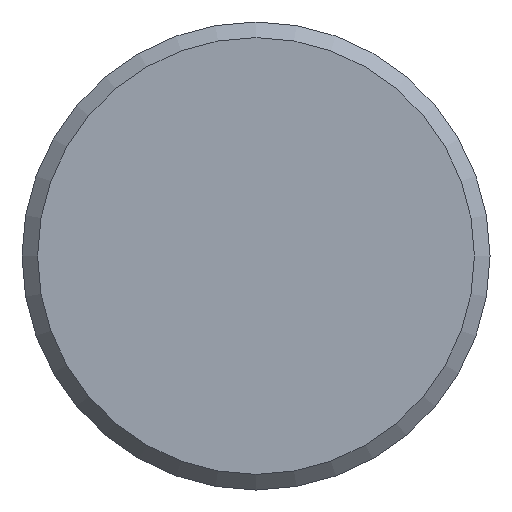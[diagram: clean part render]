
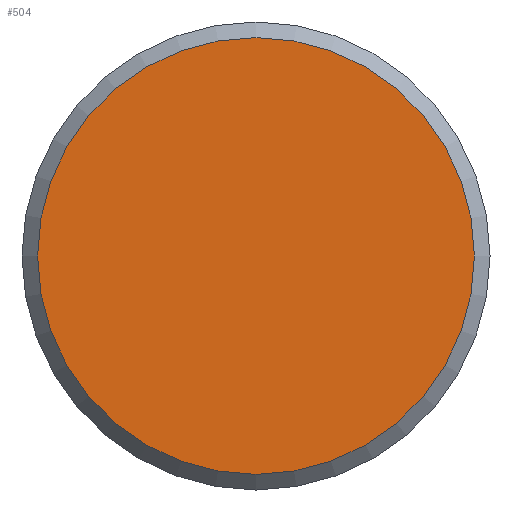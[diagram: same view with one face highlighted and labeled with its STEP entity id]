
A CAD part, front view. The second image highlights one B-rep face of the part: STEP entity #504.
In plain terms, the highlighted planar face has unit normal (0, -1, 0).
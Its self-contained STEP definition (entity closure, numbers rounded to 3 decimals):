
#91=FACE_OUTER_BOUND('',#123,.T.);
#123=EDGE_LOOP('',(#325));
#166=CIRCLE('',#557,14.);
#210=VERTEX_POINT('',#808);
#258=EDGE_CURVE('',#210,#210,#166,.T.);
#325=ORIENTED_EDGE('',*,*,#258,.F.);
#459=PLANE('',#556);
#504=ADVANCED_FACE('',(#91),#459,.T.);
#556=AXIS2_PLACEMENT_3D('',#807,#633,#634);
#557=AXIS2_PLACEMENT_3D('',#809,#635,#636);
#633=DIRECTION('center_axis',(0.,-1.,0.));
#634=DIRECTION('ref_axis',(0.,0.,-1.));
#635=DIRECTION('center_axis',(0.,1.,0.));
#636=DIRECTION('ref_axis',(-1.,0.,0.));
#807=CARTESIAN_POINT('Origin',(7.5,0.,0.));
#808=CARTESIAN_POINT('',(14.,0.,0.));
#809=CARTESIAN_POINT('Origin',(0.,0.,
0.));
